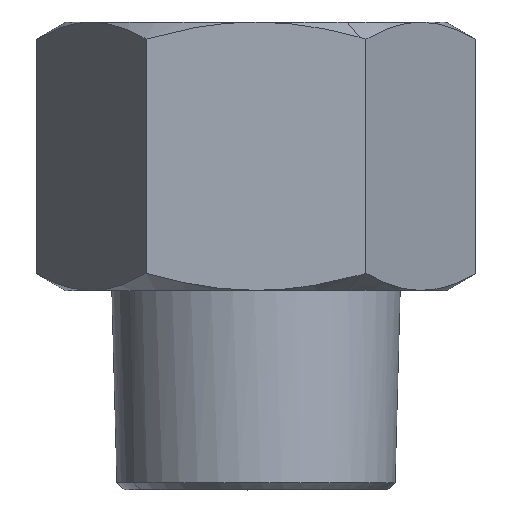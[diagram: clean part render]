
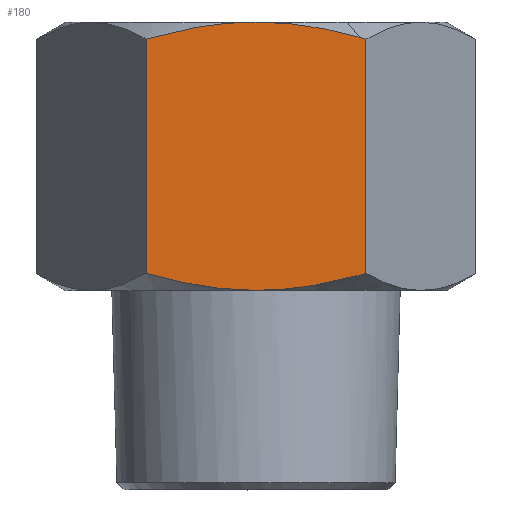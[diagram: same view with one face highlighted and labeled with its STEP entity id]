
A CAD part, top view. The second image highlights one B-rep face of the part: STEP entity #180.
In plain terms, the highlighted planar face has unit normal (0, 0, 1).
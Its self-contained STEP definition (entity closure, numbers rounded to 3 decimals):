
#180=ADVANCED_FACE('',(#215),#863,.T.);
#215=FACE_OUTER_BOUND('',#251,.T.);
#251=EDGE_LOOP('',(#312,#313,#314,#315,#316,#317,#318,#319));
#312=ORIENTED_EDGE('',*,*,#472,.F.);
#313=ORIENTED_EDGE('',*,*,#473,.F.);
#314=ORIENTED_EDGE('',*,*,#474,.T.);
#315=ORIENTED_EDGE('',*,*,#475,.F.);
#316=ORIENTED_EDGE('',*,*,#476,.F.);
#317=ORIENTED_EDGE('',*,*,#477,.F.);
#318=ORIENTED_EDGE('',*,*,#478,.T.);
#319=ORIENTED_EDGE('',*,*,#479,.F.);
#472=EDGE_CURVE('',#734,#732,#625,.T.);
#473=EDGE_CURVE('',#733,#734,#626,.T.);
#474=EDGE_CURVE('',#733,#731,#627,.T.);
#475=EDGE_CURVE('',#730,#731,#628,.T.);
#476=EDGE_CURVE('',#728,#730,#629,.T.);
#477=EDGE_CURVE('',#729,#728,#630,.T.);
#478=EDGE_CURVE('',#729,#735,#631,.T.);
#479=EDGE_CURVE('',#732,#735,#632,.T.);
#625=B_SPLINE_CURVE_WITH_KNOTS('',4,(#1170,#1171,#1172,#1173,#1174),
 .UNSPECIFIED.,.F.,.F.,(5,5),(-18.521,-9.511),
 .UNSPECIFIED.);
#626=B_SPLINE_CURVE_WITH_KNOTS('',3,(#1175,#1176,#1177,#1178),
 .UNSPECIFIED.,.F.,.F.,(4,4),(-0.502,0.),.UNSPECIFIED.);
#627=B_SPLINE_CURVE_WITH_KNOTS('',1,(#1179,#1180),.UNSPECIFIED.,.F.,.F.,
(2,2),(0.,13.535),.UNSPECIFIED.);
#628=B_SPLINE_CURVE_WITH_KNOTS('',3,(#1181,#1182,#1183,#1184),
 .UNSPECIFIED.,.F.,.F.,(4,4),(0.,0.483),.UNSPECIFIED.);
#629=B_SPLINE_CURVE_WITH_KNOTS('',4,(#1185,#1186,#1187,#1188,#1189),
 .UNSPECIFIED.,.F.,.F.,(5,5),(-8.547,0.),.UNSPECIFIED.);
#630=B_SPLINE_CURVE_WITH_KNOTS('',4,(#1190,#1191,#1192,#1193,#1194),
 .UNSPECIFIED.,.F.,.F.,(5,5),(-17.577,-8.547),
 .UNSPECIFIED.);
#631=B_SPLINE_CURVE_WITH_KNOTS('',1,(#1195,#1196),.UNSPECIFIED.,.F.,.F.,
(2,2),(-13.535,0.),.UNSPECIFIED.);
#632=B_SPLINE_CURVE_WITH_KNOTS('',4,(#1197,#1198,#1199,#1200,#1201),
 .UNSPECIFIED.,.F.,.F.,(5,5),(-9.511,0.),.UNSPECIFIED.);
#728=VERTEX_POINT('',#1162);
#729=VERTEX_POINT('',#1163);
#730=VERTEX_POINT('',#1164);
#731=VERTEX_POINT('',#1165);
#732=VERTEX_POINT('',#1166);
#733=VERTEX_POINT('',#1167);
#734=VERTEX_POINT('',#1168);
#735=VERTEX_POINT('',#1169);
#863=PLANE('',#960);
#960=AXIS2_PLACEMENT_3D('',#1161,#972,$);
#972=DIRECTION('',(0.,0.,1.));
#1161=CARTESIAN_POINT('',(-7.681,9.89,11.));
#1162=CARTESIAN_POINT('',(0.,27.,11.));
#1163=CARTESIAN_POINT('',(-6.351,26.018,11.));
#1164=CARTESIAN_POINT('',(6.009,26.114,11.));
#1165=CARTESIAN_POINT('',(6.351,26.018,11.));
#1166=CARTESIAN_POINT('',(0.,11.5,11.));
#1167=CARTESIAN_POINT('',(6.351,12.482,11.));
#1168=CARTESIAN_POINT('',(6.009,12.386,11.));
#1169=CARTESIAN_POINT('',(-6.351,12.482,11.));
#1170=CARTESIAN_POINT('',(6.009,12.386,11.));
#1171=CARTESIAN_POINT('',(4.478,11.962,11.));
#1172=CARTESIAN_POINT('',(2.961,11.653,11.));
#1173=CARTESIAN_POINT('',(1.481,11.5,11.));
#1174=CARTESIAN_POINT('',(0.,11.5,11.));
#1175=CARTESIAN_POINT('',(6.351,12.482,11.));
#1176=CARTESIAN_POINT('',(6.237,12.45,11.));
#1177=CARTESIAN_POINT('',(6.123,12.417,11.));
#1178=CARTESIAN_POINT('',(6.009,12.386,11.));
#1179=CARTESIAN_POINT('',(6.351,12.482,11.));
#1180=CARTESIAN_POINT('',(6.351,26.018,11.));
#1181=CARTESIAN_POINT('',(6.009,26.114,11.));
#1182=CARTESIAN_POINT('',(6.123,26.083,11.));
#1183=CARTESIAN_POINT('',(6.237,26.05,11.));
#1184=CARTESIAN_POINT('',(6.351,26.018,11.));
#1185=CARTESIAN_POINT('',(0.,27.,11.));
#1186=CARTESIAN_POINT('',(1.494,27.,11.));
#1187=CARTESIAN_POINT('',(2.987,26.843,11.));
#1188=CARTESIAN_POINT('',(4.5,26.532,11.));
#1189=CARTESIAN_POINT('',(6.009,26.114,11.));
#1190=CARTESIAN_POINT('',(-6.351,26.018,11.));
#1191=CARTESIAN_POINT('',(-4.757,26.478,11.));
#1192=CARTESIAN_POINT('',(-3.156,26.825,11.));
#1193=CARTESIAN_POINT('',(-1.578,27.,11.));
#1194=CARTESIAN_POINT('',(0.,27.,11.));
#1195=CARTESIAN_POINT('',(-6.351,26.018,11.));
#1196=CARTESIAN_POINT('',(-6.351,12.482,11.));
#1197=CARTESIAN_POINT('',(0.,11.5,11.));
#1198=CARTESIAN_POINT('',(-1.563,11.5,11.));
#1199=CARTESIAN_POINT('',(-3.126,11.671,11.));
#1200=CARTESIAN_POINT('',(-4.731,12.015,11.));
#1201=CARTESIAN_POINT('',(-6.351,12.482,11.));
